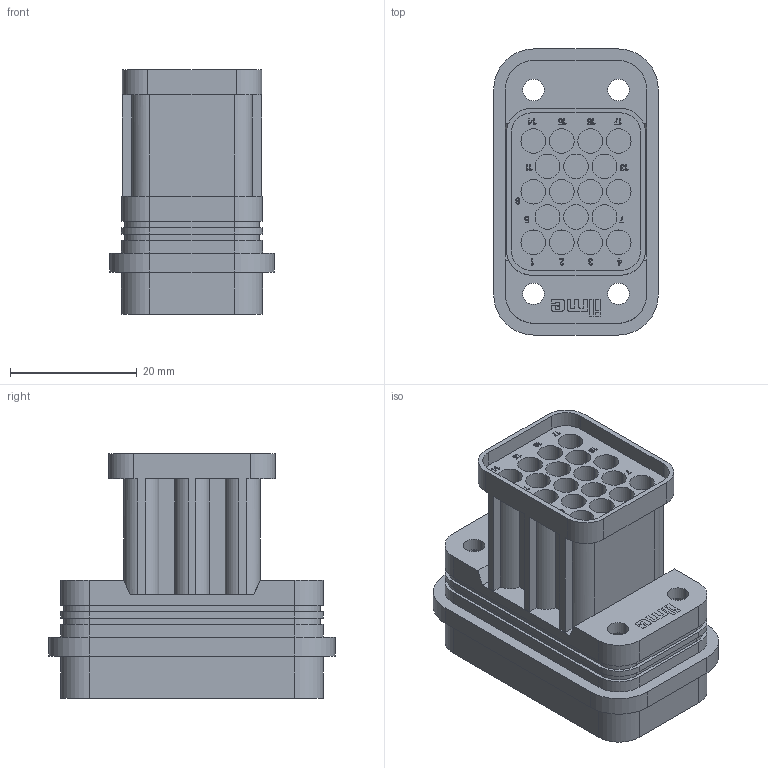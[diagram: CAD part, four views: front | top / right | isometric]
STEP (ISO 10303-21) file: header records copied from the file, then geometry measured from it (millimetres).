
FILE_DESCRIPTION(('Creo Elements/Direct Modeling STEP Export'),'2;1');
FILE_NAME('0ln7uvk4537udab5080','2016-10-06T15:57:43',(''),(''),'PTC Creo Elements/Direct Modeling STEP processor for AP214 (Solid Model)','PTC Creo Elements/Direct Modeling 19.0E 27-Jun-2016 (C) Parametric Technology GmbH','');
FILE_SCHEMA(('AUTOMOTIVE_DESIGN { 1 0 10303 214 1 1 1 1 }'));
Length unit declared in the file: millimetre
Products named in the file (2): CQM_17
Assembly tree (1 placements, depth 2):
  CQM_17
    CQM_17
Bounding box: 26 x 45.2 x 38.7 mm (x, y, z)
Volume: 12441.9 mm3; surface area: 12943.6 mm2
Topology: 1 solids, 1 shells, 474 faces, 2504 edges, 2142 vertices
Faces by surface type: plane 262, cylinder 140, cone 72
Entity records: 28838 total; most frequent: ORIENTED_EDGE 5008, CARTESIAN_POINT 4952, DIRECTION 3311, EDGE_CURVE 2504, VERTEX_POINT 2142, VECTOR 2101, LINE 2101, AXIS2_PLACEMENT_3D 605
